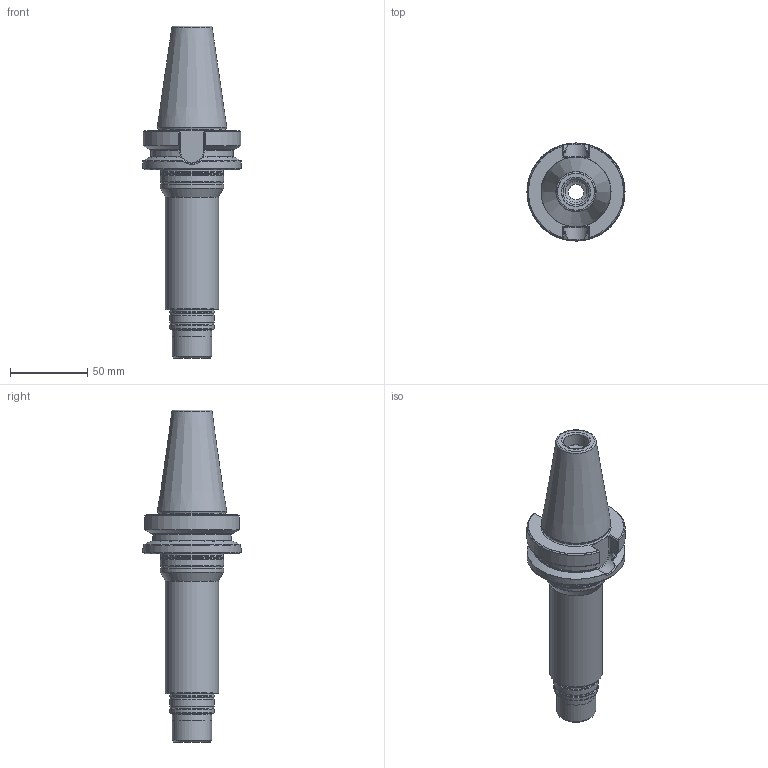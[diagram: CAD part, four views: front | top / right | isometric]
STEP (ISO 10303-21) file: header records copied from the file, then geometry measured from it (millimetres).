
FILE_DESCRIPTION(/* description */ (''),/* implementation_level */ '2;1');
FILE_NAME(/* name */ '414012080.stp',/* time_stamp */ '2021-01-08T12:37:37',/* author */ ('LRA'),/* organization */ ('REGO-FIX'),/* preprocessor_version */ ' Unknown',/* originating_system */ 'SIEMENS PLM Software Solid Edge ST10',/* authorization */ 'Unknown');
FILE_SCHEMA (('AUTOMOTIVE_DESIGN { 1 0 10303 214 2 1 1}'));
Length unit declared in the file: millimetre
Products named in the file (1): NOCUT
Bounding box: 63.3 x 63.3 x 214.3 mm (x, y, z)
Volume: 417324.5 mm3; surface area: 79745.5 mm2
Topology: 2 solids, 2 shells, 222 faces, 538 edges, 327 vertices
Faces by surface type: plane 75, cone 60, cylinder 49, torus 34, bspline 4
Full cylindrical faces by diameter (mm): 10.106 x2, 13.5 x2, 13.834 x2, 13.835 x2, 16.7 x1, 17 x1, 25 x2, 25.3 x1, 28.5 x3, 28.8 x3, 34 x1, 34.3 x1, 40.5 x3, 40.8 x3, 63 x1, 63.3 x1
Entity records: 7561 total; most frequent: CARTESIAN_POINT 1376, DIRECTION 972, ORIENTED_EDGE 832, AXIS2_PLACEMENT_3D 422, EDGE_CURVE 416, EDGE_LOOP 332, FACE_BOUND 332, VERTEX_POINT 304
